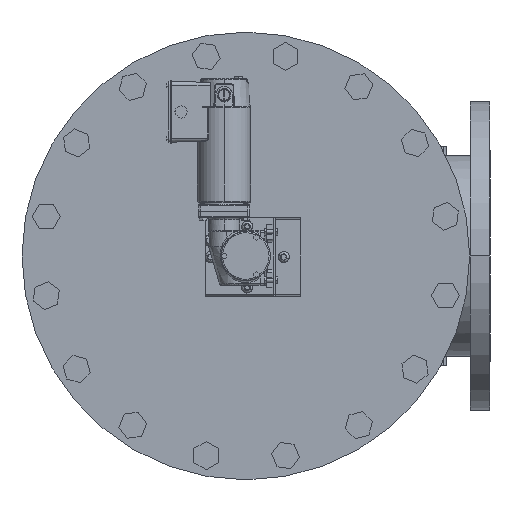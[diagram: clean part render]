
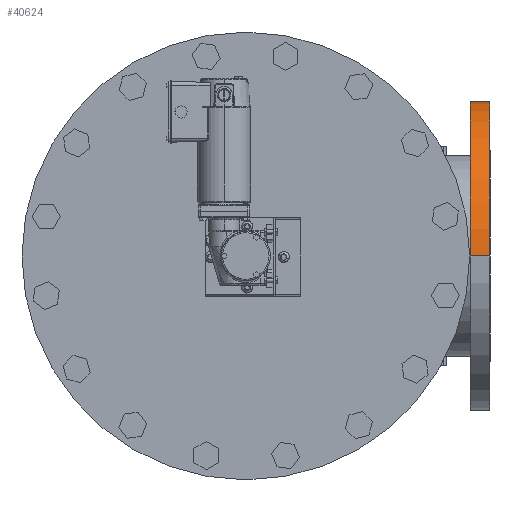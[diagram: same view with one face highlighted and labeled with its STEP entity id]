
A CAD part, left-side view. The second image highlights one B-rep face of the part: STEP entity #40624.
In plain terms, the highlighted cylindrical face has radius 241.3 mm (diameter 482.6 mm), a partial arc.
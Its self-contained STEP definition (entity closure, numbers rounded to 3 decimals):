
#2832 = DIRECTION ( 'NONE',  ( 0., -1., 0. ) ) ;
#3098 = CARTESIAN_POINT ( 'NONE',  ( 651.269, -350.52, 0. ) ) ;
#3886 = DIRECTION ( 'NONE',  ( 0., -1., 0. ) ) ;
#4817 = CARTESIAN_POINT ( 'NONE',  ( 168.669, -350.52, 0. ) ) ;
#6751 = DIRECTION ( 'NONE',  ( 1., 0., 0. ) ) ;
#10469 = CYLINDRICAL_SURFACE ( 'NONE', #27087, 241.3 ) ;
#15010 = ORIENTED_EDGE ( 'NONE', *, *, #49762, .T. ) ;
#15119 = ORIENTED_EDGE ( 'NONE', *, *, #38514, .F. ) ;
#16005 = LINE ( 'NONE', #24308, #29276 ) ;
#16103 = VERTEX_POINT ( 'NONE', #17414 ) ;
#17261 = CARTESIAN_POINT ( 'NONE',  ( 651.269, -350.52, 0. ) ) ;
#17414 = CARTESIAN_POINT ( 'NONE',  ( 651.269, -381., 0. ) ) ;
#17592 = VECTOR ( 'NONE', #49767, 1000. ) ;
#19473 = CARTESIAN_POINT ( 'NONE',  ( 409.969, -381., 0. ) ) ;
#21233 = FACE_OUTER_BOUND ( 'NONE', #29815, .T. ) ;
#24221 = VERTEX_POINT ( 'NONE', #31170 ) ;
#24308 = CARTESIAN_POINT ( 'NONE',  ( 168.669, -350.52, 0. ) ) ;
#24650 = ORIENTED_EDGE ( 'NONE', *, *, #48384, .F. ) ;
#24916 = VERTEX_POINT ( 'NONE', #3098 ) ;
#26320 = ORIENTED_EDGE ( 'NONE', *, *, #31996, .T. ) ;
#27087 = AXIS2_PLACEMENT_3D ( 'NONE', #40805, #40629, #40449 ) ;
#29276 = VECTOR ( 'NONE', #36714, 1000. ) ;
#29815 = EDGE_LOOP ( 'NONE', ( #26320, #15010, #24650, #15119 ) ) ;
#31170 = CARTESIAN_POINT ( 'NONE',  ( 168.669, -381., 0. ) ) ;
#31996 = EDGE_CURVE ( 'NONE', #24916, #44148, #42160, .T. ) ;
#33418 = LINE ( 'NONE', #17261, #17592 ) ;
#36714 = DIRECTION ( 'NONE',  ( 0., -1., 0. ) ) ;
#38514 = EDGE_CURVE ( 'NONE', #24916, #16103, #33418, .T. ) ;
#38521 = CIRCLE ( 'NONE', #39635, 241.3 ) ;
#39635 = AXIS2_PLACEMENT_3D ( 'NONE', #19473, #3886, #39906 ) ;
#39906 = DIRECTION ( 'NONE',  ( 1., 0., 0. ) ) ;
#40449 = DIRECTION ( 'NONE',  ( 1., 0., 0. ) ) ;
#40624 = ADVANCED_FACE ( 'NONE', ( #21233 ), #10469, .T. ) ;
#40629 = DIRECTION ( 'NONE',  ( 0., -1., 0. ) ) ;
#40805 = CARTESIAN_POINT ( 'NONE',  ( 409.969, -350.52, 0. ) ) ;
#42160 = CIRCLE ( 'NONE', #48746, 241.3 ) ;
#44148 = VERTEX_POINT ( 'NONE', #4817 ) ;
#47219 = CARTESIAN_POINT ( 'NONE',  ( 409.969, -350.52, 0. ) ) ;
#48384 = EDGE_CURVE ( 'NONE', #16103, #24221, #38521, .T. ) ;
#48746 = AXIS2_PLACEMENT_3D ( 'NONE', #47219, #2832, #6751 ) ;
#49762 = EDGE_CURVE ( 'NONE', #44148, #24221, #16005, .T. ) ;
#49767 = DIRECTION ( 'NONE',  ( 0., -1., 0. ) ) ;
